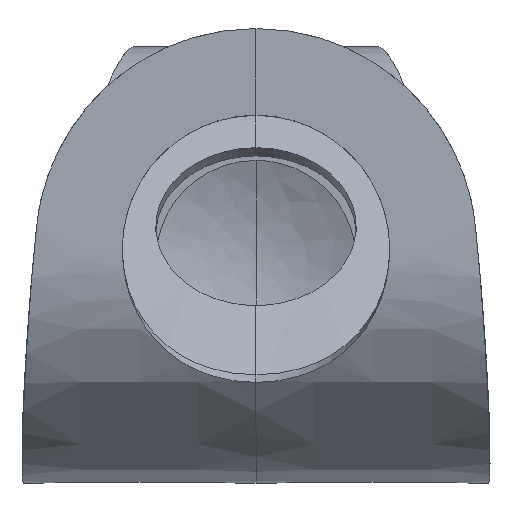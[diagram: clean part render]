
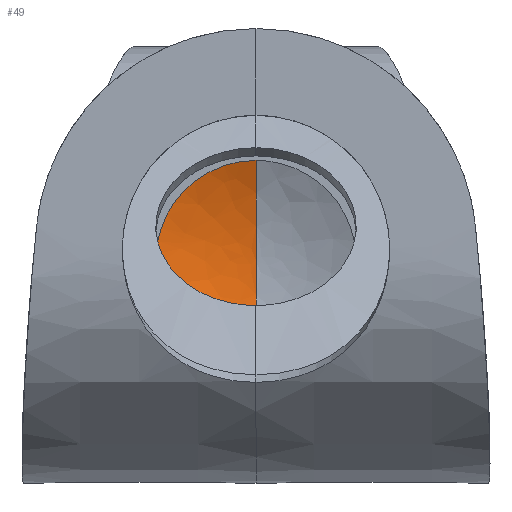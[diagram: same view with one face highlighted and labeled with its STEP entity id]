
A CAD part, top view. The second image highlights one B-rep face of the part: STEP entity #49.
In plain terms, the highlighted free-form (B-spline) face has degree [2, 2] with [3, 5] control points.
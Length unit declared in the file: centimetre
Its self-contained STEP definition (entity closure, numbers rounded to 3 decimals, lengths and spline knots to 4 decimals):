
#49=ADVANCED_FACE($,(#85),#453,.T.);
#85=FACE_OUTER_BOUND($,#121,.T.);
#121=EDGE_LOOP($,(#258,#259,#260));
#258=ORIENTED_EDGE($,*,*,#370,.T.);
#259=ORIENTED_EDGE($,*,*,#374,.T.);
#260=ORIENTED_EDGE($,*,*,#391,.F.);
#370=EDGE_CURVE($,#432,#433,#488,.T.);
#374=EDGE_CURVE($,#433,#436,#492,.T.);
#391=EDGE_CURVE($,#432,#436,#506,.T.);
#432=VERTEX_POINT($,#3775);
#433=VERTEX_POINT($,#3776);
#436=VERTEX_POINT($,#3779);
#453=(
BOUNDED_SURFACE()
B_SPLINE_SURFACE(2,2,((#3637,#3638,#3639,#3640,#3641),(#3642,#3643,#3644,
#3645,#3646),(#3647,#3648,#3649,#3650,#3651)),.UNSPECIFIED.,.F.,.F.,.F.)
B_SPLINE_SURFACE_WITH_KNOTS((3,3),(3,2,3),(0.,108.2297),(0.,150.,
300.),.UNSPECIFIED.)
GEOMETRIC_REPRESENTATION_ITEM()
RATIONAL_B_SPLINE_SURFACE(((1.,0.707,1.,0.707,1.),
(0.981,0.693,0.981,0.693,
0.981),(1.,0.707,1.,0.707,1.)))
REPRESENTATION_ITEM($)
SURFACE()
);
#488=(
BOUNDED_CURVE()
B_SPLINE_CURVE(2,(#3535,#3536,#3537),.UNSPECIFIED.,.F.,.F.)
B_SPLINE_CURVE_WITH_KNOTS((3,3),(0.,108.2297),.UNSPECIFIED.)
CURVE()
GEOMETRIC_REPRESENTATION_ITEM()
RATIONAL_B_SPLINE_CURVE((1.,0.981,1.))
REPRESENTATION_ITEM($)
);
#492=(
BOUNDED_CURVE()
B_SPLINE_CURVE(2,(#3553,#3554,#3555,#3556,#3557),.UNSPECIFIED.,.F.,.F.)
B_SPLINE_CURVE_WITH_KNOTS((3,2,3),(0.,117.8097,235.6194),
.UNSPECIFIED.)
CURVE()
GEOMETRIC_REPRESENTATION_ITEM()
RATIONAL_B_SPLINE_CURVE((1.,0.707,1.,0.707,1.))
REPRESENTATION_ITEM($)
);
#506=(
BOUNDED_CURVE()
B_SPLINE_CURVE(2,(#3626,#3627,#3628),.UNSPECIFIED.,.F.,.F.)
B_SPLINE_CURVE_WITH_KNOTS((3,3),(0.,108.2297),.UNSPECIFIED.)
CURVE()
GEOMETRIC_REPRESENTATION_ITEM()
RATIONAL_B_SPLINE_CURVE((1.,0.981,1.))
REPRESENTATION_ITEM($)
);
#3535=CARTESIAN_POINT($,(15.6234,16.7419,7.2308));
#3536=CARTESIAN_POINT($,(15.6234,20.6419,7.2308));
#3537=CARTESIAN_POINT($,(15.6234,24.2419,8.7308));
#3553=CARTESIAN_POINT($,(15.6234,24.2419,8.7308));
#3554=CARTESIAN_POINT($,(8.1234,24.2419,8.7308));
#3555=CARTESIAN_POINT($,(8.1234,16.7419,8.7308));
#3556=CARTESIAN_POINT($,(8.1234,9.2419,8.7309));
#3557=CARTESIAN_POINT($,(15.6234,9.2419,8.7309));
#3626=CARTESIAN_POINT($,(15.6234,16.7419,7.2308));
#3627=CARTESIAN_POINT($,(15.6234,12.8419,7.2309));
#3628=CARTESIAN_POINT($,(15.6234,9.2419,8.7309));
#3637=CARTESIAN_POINT($,(15.6234,16.7419,7.2308));
#3638=CARTESIAN_POINT($,(15.6234,16.7419,7.2308));
#3639=CARTESIAN_POINT($,(15.6234,16.7419,7.2308));
#3640=CARTESIAN_POINT($,(15.6234,16.7419,7.2308));
#3641=CARTESIAN_POINT($,(15.6234,16.7419,7.2308));
#3642=CARTESIAN_POINT($,(15.6234,20.6419,7.2308));
#3643=CARTESIAN_POINT($,(11.7234,20.6419,7.2308));
#3644=CARTESIAN_POINT($,(11.7234,16.7419,7.2308));
#3645=CARTESIAN_POINT($,(11.7234,12.8419,7.2309));
#3646=CARTESIAN_POINT($,(15.6234,12.8419,7.2309));
#3647=CARTESIAN_POINT($,(15.6234,24.2419,8.7308));
#3648=CARTESIAN_POINT($,(8.1234,24.2419,8.7308));
#3649=CARTESIAN_POINT($,(8.1234,16.7419,8.7308));
#3650=CARTESIAN_POINT($,(8.1234,9.2419,8.7309));
#3651=CARTESIAN_POINT($,(15.6234,9.2419,8.7309));
#3775=CARTESIAN_POINT($,(15.6234,16.7419,7.2308));
#3776=CARTESIAN_POINT($,(15.6234,24.2419,8.7308));
#3779=CARTESIAN_POINT($,(15.6234,9.2419,8.7309));
